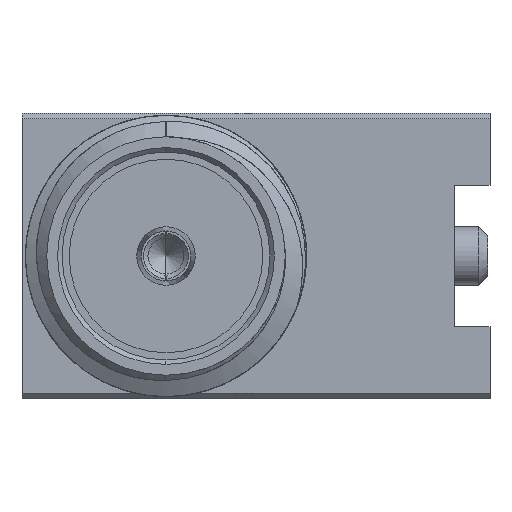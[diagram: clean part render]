
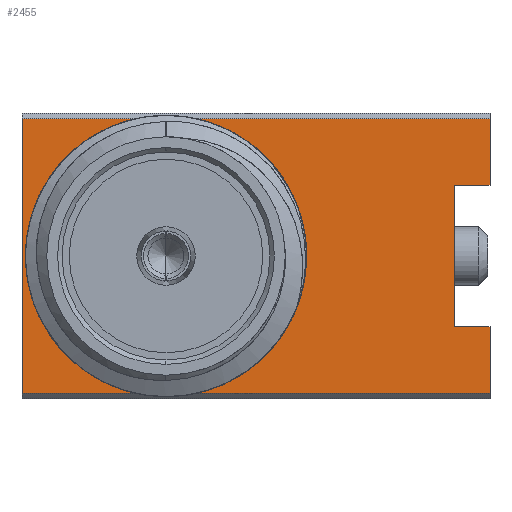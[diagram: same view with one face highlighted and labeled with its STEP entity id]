
A CAD part, left-side view. The second image highlights one B-rep face of the part: STEP entity #2455.
In plain terms, the highlighted planar face has unit normal (1, 0, 0).
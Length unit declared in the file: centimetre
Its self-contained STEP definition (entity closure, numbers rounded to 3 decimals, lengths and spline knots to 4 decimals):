
#14=FACE_BOUND('',#430,.T.);
#33=PLANE('',#2803);
#330=FACE_OUTER_BOUND('',#429,.T.);
#429=EDGE_LOOP('',(#2165,#2166,#2167,#2168,#2169,#2170,#2171,#2172));
#430=EDGE_LOOP('',(#2173));
#592=LINE('',#6319,#810);
#593=LINE('',#6321,#811);
#594=LINE('',#6323,#812);
#595=LINE('',#6325,#813);
#596=LINE('',#6327,#814);
#597=LINE('',#6329,#815);
#598=LINE('',#6331,#816);
#599=LINE('',#6332,#817);
#810=VECTOR('',#3241,0.6092);
#811=VECTOR('',#3242,1.04);
#812=VECTOR('',#3243,0.1471);
#813=VECTOR('',#3244,0.08);
#814=VECTOR('',#3245,0.315);
#815=VECTOR('',#3246,0.08);
#816=VECTOR('',#3247,0.1471);
#817=VECTOR('',#3248,1.04);
#974=CIRCLE('',#2804,0.2883);
#1281=VERTEX_POINT('',#6317);
#1282=VERTEX_POINT('',#6318);
#1283=VERTEX_POINT('',#6320);
#1284=VERTEX_POINT('',#6322);
#1285=VERTEX_POINT('',#6324);
#1286=VERTEX_POINT('',#6326);
#1287=VERTEX_POINT('',#6328);
#1288=VERTEX_POINT('',#6330);
#1289=VERTEX_POINT('',#6333);
#1723=EDGE_CURVE('',#1281,#1282,#592,.T.);
#1724=EDGE_CURVE('',#1282,#1283,#593,.T.);
#1725=EDGE_CURVE('',#1283,#1284,#594,.T.);
#1726=EDGE_CURVE('',#1284,#1285,#595,.T.);
#1727=EDGE_CURVE('',#1285,#1286,#596,.T.);
#1728=EDGE_CURVE('',#1286,#1287,#597,.T.);
#1729=EDGE_CURVE('',#1287,#1288,#598,.T.);
#1730=EDGE_CURVE('',#1288,#1281,#599,.T.);
#1731=EDGE_CURVE('',#1289,#1289,#974,.T.);
#2165=ORIENTED_EDGE('',*,*,#1723,.T.);
#2166=ORIENTED_EDGE('',*,*,#1724,.T.);
#2167=ORIENTED_EDGE('',*,*,#1725,.T.);
#2168=ORIENTED_EDGE('',*,*,#1726,.T.);
#2169=ORIENTED_EDGE('',*,*,#1727,.T.);
#2170=ORIENTED_EDGE('',*,*,#1728,.T.);
#2171=ORIENTED_EDGE('',*,*,#1729,.T.);
#2172=ORIENTED_EDGE('',*,*,#1730,.T.);
#2173=ORIENTED_EDGE('',*,*,#1731,.T.);
#2455=ADVANCED_FACE('',(#330,#14),#33,.T.);
#2803=AXIS2_PLACEMENT_3D('',#6316,#3239,#3240);
#2804=AXIS2_PLACEMENT_3D('',#6334,#3249,#3250);
#3239=DIRECTION('center_axis',(1.,0.,0.));
#3240=DIRECTION('ref_axis',(0.,0.,-1.));
#3241=DIRECTION('',(0.,0.,1.));
#3242=DIRECTION('',(0.,-1.,0.));
#3243=DIRECTION('',(0.,0.,-1.));
#3244=DIRECTION('',(0.,1.,0.));
#3245=DIRECTION('',(0.,0.,-1.));
#3246=DIRECTION('',(0.,-1.,0.));
#3247=DIRECTION('',(0.,0.,-1.));
#3248=DIRECTION('',(0.,1.,0.));
#3249=DIRECTION('center_axis',(-1.,0.,0.));
#3250=DIRECTION('ref_axis',(0.,0.,
-1.));
#6316=CARTESIAN_POINT('Origin',(0.727,-0.2,-0.3046));
#6317=CARTESIAN_POINT('',(0.727,0.32,-0.3046));
#6318=CARTESIAN_POINT('',(0.727,0.32,0.3046));
#6319=CARTESIAN_POINT('',(0.727,0.32,-0.3046));
#6320=CARTESIAN_POINT('',(0.727,-0.72,0.3046));
#6321=CARTESIAN_POINT('',(0.727,0.32,0.3046));
#6322=CARTESIAN_POINT('',(0.727,-0.72,0.1575));
#6323=CARTESIAN_POINT('',(0.727,-0.72,0.3046));
#6324=CARTESIAN_POINT('',(0.727,-0.64,0.1575));
#6325=CARTESIAN_POINT('',(0.727,-0.72,0.1575));
#6326=CARTESIAN_POINT('',(0.727,-0.64,-0.1575));
#6327=CARTESIAN_POINT('',(0.727,-0.64,0.1575));
#6328=CARTESIAN_POINT('',(0.727,-0.72,-0.1575));
#6329=CARTESIAN_POINT('',(0.727,-0.64,-0.1575));
#6330=CARTESIAN_POINT('',(0.727,-0.72,-0.3046));
#6331=CARTESIAN_POINT('',(0.727,-0.72,-0.1575));
#6332=CARTESIAN_POINT('',(0.727,-0.72,-0.3046));
#6333=CARTESIAN_POINT('',(0.727,0.,0.2883));
#6334=CARTESIAN_POINT('Origin',(0.727,0.,0.));
